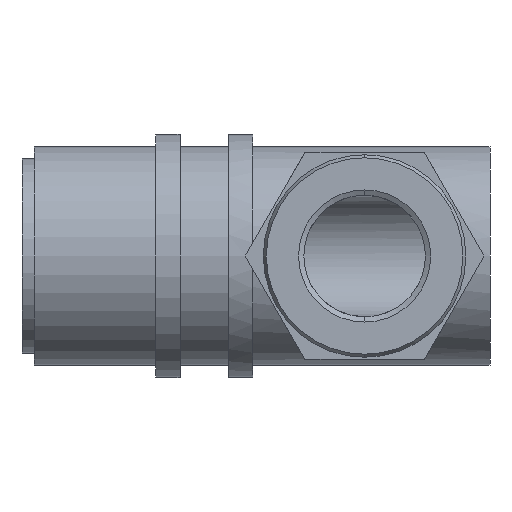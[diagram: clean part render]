
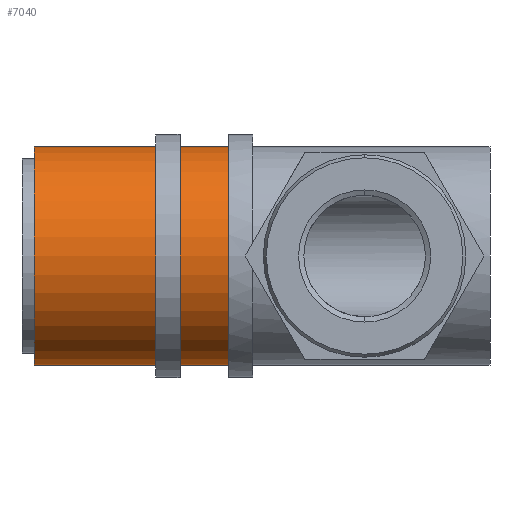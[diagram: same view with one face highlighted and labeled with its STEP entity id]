
A CAD part, front view. The second image highlights one B-rep face of the part: STEP entity #7040.
In plain terms, the highlighted cylindrical face has radius 9 mm (diameter 18 mm), a partial arc.
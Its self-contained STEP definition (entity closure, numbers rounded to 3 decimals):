
#114 = CYLINDRICAL_SURFACE ( 'NONE', #3417, 9. ) ;
#153 = CIRCLE ( 'NONE', #3601, 9. ) ;
#516 = EDGE_CURVE ( 'NONE', #2252, #1900, #153, .T. ) ;
#1147 = DIRECTION ( 'NONE',  ( -1., 0., 0. ) ) ;
#1166 = CARTESIAN_POINT ( 'NONE',  ( 17., 0., 9. ) ) ;
#1483 = CARTESIAN_POINT ( 'NONE',  ( 17., 0., 0. ) ) ;
#1549 = ORIENTED_EDGE ( 'NONE', *, *, #4979, .F. ) ;
#1900 = VERTEX_POINT ( 'NONE', #7312 ) ;
#2030 = VECTOR ( 'NONE', #6520, 1000. ) ;
#2103 = DIRECTION ( 'NONE',  ( 0., 0., 1. ) ) ;
#2252 = VERTEX_POINT ( 'NONE', #1166 ) ;
#2591 = CARTESIAN_POINT ( 'NONE',  ( 0., 0., -9. ) ) ;
#2748 = DIRECTION ( 'NONE',  ( -1., 0., 0. ) ) ;
#3061 = AXIS2_PLACEMENT_3D ( 'NONE', #7081, #1147, #8368 ) ;
#3129 = VERTEX_POINT ( 'NONE', #6586 ) ;
#3396 = EDGE_LOOP ( 'NONE', ( #8213, #5454, #4994, #1549 ) ) ;
#3417 = AXIS2_PLACEMENT_3D ( 'NONE', #6700, #2748, #2103 ) ;
#3601 = AXIS2_PLACEMENT_3D ( 'NONE', #1483, #8103, #4126 ) ;
#3625 = CARTESIAN_POINT ( 'NONE',  ( 1., 0., 9. ) ) ;
#3872 = CARTESIAN_POINT ( 'NONE',  ( 0., 0., 9. ) ) ;
#3887 = CIRCLE ( 'NONE', #3061, 9. ) ;
#4126 = DIRECTION ( 'NONE',  ( 0., 0., -1. ) ) ;
#4979 = EDGE_CURVE ( 'NONE', #3129, #6892, #3887, .T. ) ;
#4994 = ORIENTED_EDGE ( 'NONE', *, *, #7797, .T. ) ;
#5454 = ORIENTED_EDGE ( 'NONE', *, *, #516, .F. ) ;
#5952 = LINE ( 'NONE', #3872, #2030 ) ;
#6179 = FACE_OUTER_BOUND ( 'NONE', #3396, .T. ) ;
#6193 = VECTOR ( 'NONE', #8470, 1000. ) ;
#6520 = DIRECTION ( 'NONE',  ( -1., 0., 0. ) ) ;
#6586 = CARTESIAN_POINT ( 'NONE',  ( 1., 0., -9. ) ) ;
#6700 = CARTESIAN_POINT ( 'NONE',  ( 0., 0., 0. ) ) ;
#6892 = VERTEX_POINT ( 'NONE', #3625 ) ;
#7040 = ADVANCED_FACE ( 'NONE', ( #6179 ), #114, .T. ) ;
#7081 = CARTESIAN_POINT ( 'NONE',  ( 1., 0., 0. ) ) ;
#7312 = CARTESIAN_POINT ( 'NONE',  ( 17., 0., -9. ) ) ;
#7507 = EDGE_CURVE ( 'NONE', #1900, #3129, #7832, .T. ) ;
#7797 = EDGE_CURVE ( 'NONE', #2252, #6892, #5952, .T. ) ;
#7832 = LINE ( 'NONE', #2591, #6193 ) ;
#8103 = DIRECTION ( 'NONE',  ( 1., 0., 0. ) ) ;
#8213 = ORIENTED_EDGE ( 'NONE', *, *, #7507, .F. ) ;
#8368 = DIRECTION ( 'NONE',  ( 0., 0., 1. ) ) ;
#8470 = DIRECTION ( 'NONE',  ( -1., 0., 0. ) ) ;
